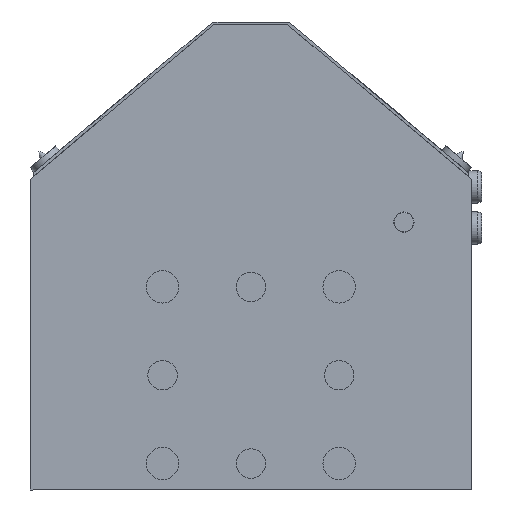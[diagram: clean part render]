
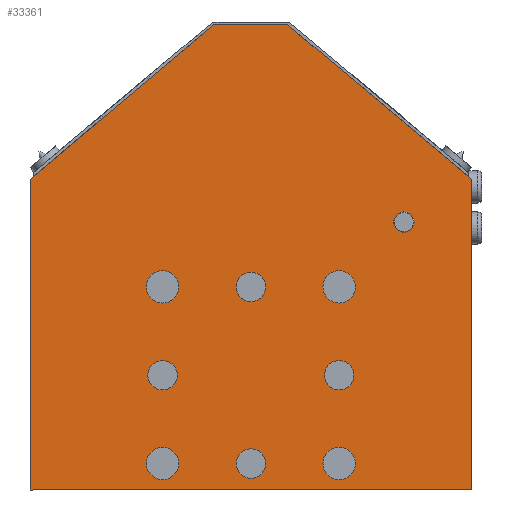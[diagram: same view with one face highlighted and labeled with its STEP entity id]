
A CAD part, left-side view. The second image highlights one B-rep face of the part: STEP entity #33361.
In plain terms, the highlighted face is planar.
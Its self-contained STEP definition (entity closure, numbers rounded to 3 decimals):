
#32729=CARTESIAN_POINT('',(210.,-24.5,68.));
#32730=VERTEX_POINT('',#32729);
#32731=CARTESIAN_POINT('',(210.,-30.,68.));
#32732=DIRECTION('',(-1.0,0.0,0.0));
#32733=DIRECTION('',(0.0,-1.0,0.0));
#32734=AXIS2_PLACEMENT_3D('',#32731,#32732,#32733);
#32735=CIRCLE('',#32734,5.5);
#32736=EDGE_CURVE('',#32730,#32730,#32735,.T.);
#32789=CARTESIAN_POINT('',(210.,35.5,68.));
#32790=VERTEX_POINT('',#32789);
#32791=CARTESIAN_POINT('',(210.,30.,68.));
#32792=DIRECTION('',(-1.0,0.0,0.0));
#32793=DIRECTION('',(0.0,-1.0,0.0));
#32794=AXIS2_PLACEMENT_3D('',#32791,#32792,#32793);
#32795=CIRCLE('',#32794,5.5);
#32796=EDGE_CURVE('',#32790,#32790,#32795,.T.);
#33028=CARTESIAN_POINT('',(210.,35.5,8.));
#33029=VERTEX_POINT('',#33028);
#33030=CARTESIAN_POINT('',(210.,30.,8.));
#33031=DIRECTION('',(-1.0,0.0,0.0));
#33032=DIRECTION('',(0.0,-1.0,0.0));
#33033=AXIS2_PLACEMENT_3D('',#33030,#33031,#33032);
#33034=CIRCLE('',#33033,5.5);
#33035=EDGE_CURVE('',#33029,#33029,#33034,.T.);
#33048=CARTESIAN_POINT('',(210.,-24.5,8.));
#33049=VERTEX_POINT('',#33048);
#33050=CARTESIAN_POINT('',(210.,-30.,8.));
#33051=DIRECTION('',(-1.0,0.0,0.0));
#33052=DIRECTION('',(0.0,-1.0,0.0));
#33053=AXIS2_PLACEMENT_3D('',#33050,#33051,#33052);
#33054=CIRCLE('',#33053,5.5);
#33055=EDGE_CURVE('',#33049,#33049,#33054,.T.);
#33065=CARTESIAN_POINT('',(210.,-25.,38.));
#33066=VERTEX_POINT('',#33065);
#33067=CARTESIAN_POINT('',(210.,-30.,38.));
#33068=DIRECTION('',(-1.0,0.0,0.0));
#33069=DIRECTION('',(0.0,-1.0,0.0));
#33070=AXIS2_PLACEMENT_3D('',#33067,#33068,#33069);
#33071=CIRCLE('',#33070,5.0);
#33072=EDGE_CURVE('',#33066,#33066,#33071,.T.);
#33085=CARTESIAN_POINT('',(210.,5.,68.));
#33086=VERTEX_POINT('',#33085);
#33087=CARTESIAN_POINT('',(210.,0.,68.));
#33088=DIRECTION('',(-1.0,0.0,0.0));
#33089=DIRECTION('',(0.0,-1.0,0.0));
#33090=AXIS2_PLACEMENT_3D('',#33087,#33088,#33089);
#33091=CIRCLE('',#33090,5.0);
#33092=EDGE_CURVE('',#33086,#33086,#33091,.T.);
#33105=CARTESIAN_POINT('',(210.,5.,8.));
#33106=VERTEX_POINT('',#33105);
#33107=CARTESIAN_POINT('',(210.,0.,8.));
#33108=DIRECTION('',(-1.0,0.0,0.0));
#33109=DIRECTION('',(0.0,-1.0,0.0));
#33110=AXIS2_PLACEMENT_3D('',#33107,#33108,#33109);
#33111=CIRCLE('',#33110,5.0);
#33112=EDGE_CURVE('',#33106,#33106,#33111,.T.);
#33125=CARTESIAN_POINT('',(210.,35.,38.));
#33126=VERTEX_POINT('',#33125);
#33127=CARTESIAN_POINT('',(210.,30.,38.));
#33128=DIRECTION('',(-1.0,0.0,0.0));
#33129=DIRECTION('',(0.0,-1.0,0.0));
#33130=AXIS2_PLACEMENT_3D('',#33127,#33128,#33129);
#33131=CIRCLE('',#33130,5.0);
#33132=EDGE_CURVE('',#33126,#33126,#33131,.T.);
#33156=CARTESIAN_POINT('',(210.,55.458,90.));
#33157=VERTEX_POINT('',#33156);
#33158=CARTESIAN_POINT('',(210.,52.,90.));
#33159=DIRECTION('',(-1.0,0.0,0.0));
#33160=DIRECTION('',(0.0,-1.0,0.0));
#33161=AXIS2_PLACEMENT_3D('',#33158,#33159,#33160);
#33162=CIRCLE('',#33161,3.459);
#33163=EDGE_CURVE('',#33157,#33157,#33162,.T.);
#33205=CARTESIAN_POINT('',(210.,-12.575,157.));
#33206=VERTEX_POINT('',#33205);
#33207=CARTESIAN_POINT('',(210.,-75.,104.619));
#33208=VERTEX_POINT('',#33207);
#33209=CARTESIAN_POINT('',(210.,-12.575,157.));
#33210=DIRECTION('',(0.,-0.766,-0.643));
#33211=VECTOR('',#33210,81.49);
#33212=LINE('',#33209,#33211);
#33213=EDGE_CURVE('',#33206,#33208,#33212,.T.);
#33236=CARTESIAN_POINT('',(210.,75.,104.619));
#33237=VERTEX_POINT('',#33236);
#33238=CARTESIAN_POINT('',(210.,12.575,157.));
#33239=VERTEX_POINT('',#33238);
#33240=CARTESIAN_POINT('',(210.,75.,104.619));
#33241=DIRECTION('',(0.,-0.766,0.643));
#33242=VECTOR('',#33241,81.49);
#33243=LINE('',#33240,#33242);
#33244=EDGE_CURVE('',#33237,#33239,#33243,.T.);
#33268=CARTESIAN_POINT('',(210.,-12.575,157.));
#33269=DIRECTION('',(0.0,1.0,0.0));
#33270=VECTOR('',#33269,25.149);
#33271=LINE('',#33268,#33270);
#33272=EDGE_CURVE('',#33206,#33239,#33271,.T.);
#33285=CARTESIAN_POINT('',(210.,75.,-1.));
#33286=VERTEX_POINT('',#33285);
#33287=CARTESIAN_POINT('',(210.,75.,104.619));
#33288=DIRECTION('',(0.0,0.0,-1.0));
#33289=VECTOR('',#33288,105.619);
#33290=LINE('',#33287,#33289);
#33291=EDGE_CURVE('',#33237,#33286,#33290,.T.);
#33309=CARTESIAN_POINT('',(210.,0.,78.));
#33310=DIRECTION('',(-1.0,0.0,0.0));
#33311=DIRECTION('',(0.0,-1.0,0.0));
#33312=AXIS2_PLACEMENT_3D('',#33309,#33310,#33311);
#33313=PLANE('',#33312);
#33314=ORIENTED_EDGE('',*,*,#33213,.T.);
#33315=CARTESIAN_POINT('',(210.,-75.,-1.));
#33316=VERTEX_POINT('',#33315);
#33317=CARTESIAN_POINT('',(210.,-75.,-1.));
#33318=DIRECTION('',(0.0,0.0,1.0));
#33319=VECTOR('',#33318,105.619);
#33320=LINE('',#33317,#33319);
#33321=EDGE_CURVE('',#33316,#33208,#33320,.T.);
#33322=ORIENTED_EDGE('',*,*,#33321,.F.);
#33323=CARTESIAN_POINT('',(210.,75.,-1.));
#33324=DIRECTION('',(0.0,-1.0,0.0));
#33325=VECTOR('',#33324,150.0);
#33326=LINE('',#33323,#33325);
#33327=EDGE_CURVE('',#33286,#33316,#33326,.T.);
#33328=ORIENTED_EDGE('',*,*,#33327,.F.);
#33329=ORIENTED_EDGE('',*,*,#33291,.F.);
#33330=ORIENTED_EDGE('',*,*,#33244,.T.);
#33331=ORIENTED_EDGE('',*,*,#33272,.F.);
#33332=EDGE_LOOP('',(#33314,#33322,#33328,#33329,#33330,#33331));
#33333=FACE_OUTER_BOUND('',#33332,.T.);
#33334=ORIENTED_EDGE('',*,*,#32736,.T.);
#33335=EDGE_LOOP('',(#33334));
#33336=FACE_BOUND('',#33335,.T.);
#33337=ORIENTED_EDGE('',*,*,#32796,.T.);
#33338=EDGE_LOOP('',(#33337));
#33339=FACE_BOUND('',#33338,.T.);
#33340=ORIENTED_EDGE('',*,*,#33035,.T.);
#33341=EDGE_LOOP('',(#33340));
#33342=FACE_BOUND('',#33341,.T.);
#33343=ORIENTED_EDGE('',*,*,#33055,.T.);
#33344=EDGE_LOOP('',(#33343));
#33345=FACE_BOUND('',#33344,.T.);
#33346=ORIENTED_EDGE('',*,*,#33072,.T.);
#33347=EDGE_LOOP('',(#33346));
#33348=FACE_BOUND('',#33347,.T.);
#33349=ORIENTED_EDGE('',*,*,#33092,.T.);
#33350=EDGE_LOOP('',(#33349));
#33351=FACE_BOUND('',#33350,.T.);
#33352=ORIENTED_EDGE('',*,*,#33112,.T.);
#33353=EDGE_LOOP('',(#33352));
#33354=FACE_BOUND('',#33353,.T.);
#33355=ORIENTED_EDGE('',*,*,#33132,.T.);
#33356=EDGE_LOOP('',(#33355));
#33357=FACE_BOUND('',#33356,.T.);
#33358=ORIENTED_EDGE('',*,*,#33163,.T.);
#33359=EDGE_LOOP('',(#33358));
#33360=FACE_BOUND('',#33359,.T.);
#33361=ADVANCED_FACE('',(#33333,#33336,#33339,#33342,#33345,#33348,#33351,#33354,#33357,#33360),#33313,.F.);
